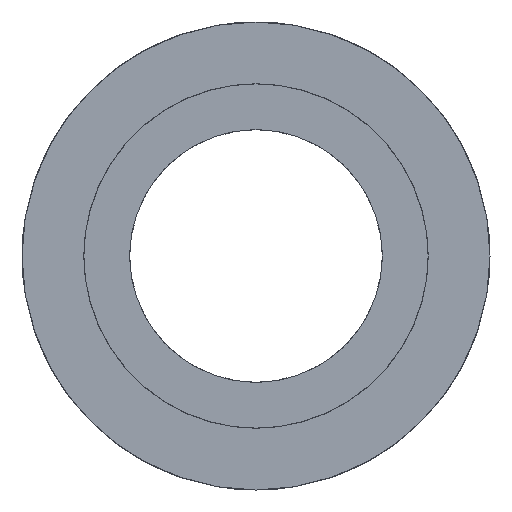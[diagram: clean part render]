
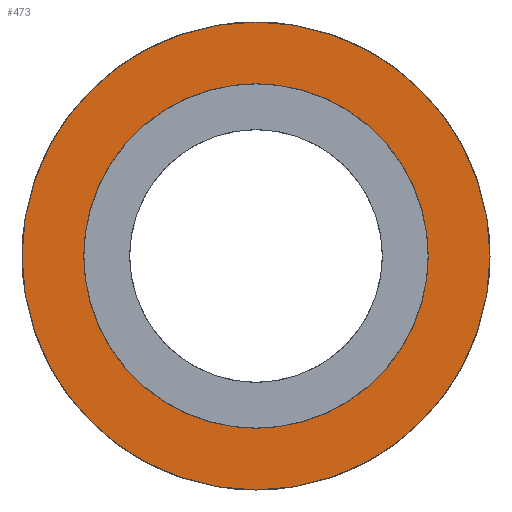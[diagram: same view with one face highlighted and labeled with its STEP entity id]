
A CAD part, front view. The second image highlights one B-rep face of the part: STEP entity #473.
In plain terms, the highlighted free-form (B-spline) face has degree [1, 1] with [2, 2] control points.
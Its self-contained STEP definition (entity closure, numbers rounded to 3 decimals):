
#400=(
BOUNDED_SURFACE()
B_SPLINE_SURFACE(1,1,((#401,#402),(#403,#404)),.UNSPECIFIED.,.F.,.F.,.F.)
B_SPLINE_SURFACE_WITH_KNOTS((2,2),(2,2),(0.000,1.000),(0.000,1.000),.UNSPECIFIED.)
GEOMETRIC_REPRESENTATION_ITEM()
RATIONAL_B_SPLINE_SURFACE(((1.,1.),(1.,1.)))
REPRESENTATION_ITEM('')
SURFACE()
);
#401=CARTESIAN_POINT('',(-2.908,0.,2.908));
#402=CARTESIAN_POINT('',(2.908,0.,2.908));
#403=CARTESIAN_POINT('',(-2.908,0.,-2.908));
#404=CARTESIAN_POINT('',(2.908,0.,-2.908));
#405=CARTESIAN_POINT('',(0.,0.,2.78));
#406=VERTEX_POINT('',#405);
#407=(
BOUNDED_CURVE()
B_SPLINE_CURVE(2,(#408,#409,#410),.UNSPECIFIED.,.F.,.F.)
B_SPLINE_CURVE_WITH_KNOTS((3,3),(0.000,1.000),.UNSPECIFIED.)
CURVE()
GEOMETRIC_REPRESENTATION_ITEM()
RATIONAL_B_SPLINE_CURVE((1.,0.707,1.))
REPRESENTATION_ITEM('')
);
#408=CARTESIAN_POINT('',(0.,0.,2.78));
#409=CARTESIAN_POINT('',(2.78,0.,2.78));
#410=CARTESIAN_POINT('',(2.78,0.,0.));
#411=CARTESIAN_POINT('',(2.78,0.,0.));
#412=VERTEX_POINT('',#411);
#413=EDGE_CURVE('',#406,#412,#407,.T.);
#414=ORIENTED_EDGE('',*,*,#413,.T.);
#415=(
BOUNDED_CURVE()
B_SPLINE_CURVE(2,(#416,#417,#418),.UNSPECIFIED.,.F.,.F.)
B_SPLINE_CURVE_WITH_KNOTS((3,3),(0.000,1.000),.UNSPECIFIED.)
CURVE()
GEOMETRIC_REPRESENTATION_ITEM()
RATIONAL_B_SPLINE_CURVE((1.,0.707,1.))
REPRESENTATION_ITEM('')
);
#416=CARTESIAN_POINT('',(2.78,0.,0.));
#417=CARTESIAN_POINT('',(2.78,0.,-2.78));
#418=CARTESIAN_POINT('',(0.,0.,-2.78));
#419=CARTESIAN_POINT('',(0.,0.,-2.78));
#420=VERTEX_POINT('',#419);
#421=EDGE_CURVE('',#412,#420,#415,.T.);
#422=ORIENTED_EDGE('',*,*,#421,.T.);
#423=(
BOUNDED_CURVE()
B_SPLINE_CURVE(2,(#424,#425,#426),.UNSPECIFIED.,.F.,.F.)
B_SPLINE_CURVE_WITH_KNOTS((3,3),(0.000,1.000),.UNSPECIFIED.)
CURVE()
GEOMETRIC_REPRESENTATION_ITEM()
RATIONAL_B_SPLINE_CURVE((1.,0.707,1.))
REPRESENTATION_ITEM('')
);
#424=CARTESIAN_POINT('',(0.,0.,-2.78));
#425=CARTESIAN_POINT('',(-2.78,0.,-2.78));
#426=CARTESIAN_POINT('',(-2.78,0.,0.));
#427=CARTESIAN_POINT('',(-2.78,0.,0.));
#428=VERTEX_POINT('',#427);
#429=EDGE_CURVE('',#420,#428,#423,.T.);
#430=ORIENTED_EDGE('',*,*,#429,.T.);
#431=(
BOUNDED_CURVE()
B_SPLINE_CURVE(2,(#432,#433,#434),.UNSPECIFIED.,.F.,.F.)
B_SPLINE_CURVE_WITH_KNOTS((3,3),(0.000,1.000),.UNSPECIFIED.)
CURVE()
GEOMETRIC_REPRESENTATION_ITEM()
RATIONAL_B_SPLINE_CURVE((1.,0.707,1.))
REPRESENTATION_ITEM('')
);
#432=CARTESIAN_POINT('',(-2.78,0.,0.));
#433=CARTESIAN_POINT('',(-2.78,0.,2.78));
#434=CARTESIAN_POINT('',(0.,0.,2.78));
#435=EDGE_CURVE('',#428,#406,#431,.T.);
#436=ORIENTED_EDGE('',*,*,#435,.T.);
#437=EDGE_LOOP('',(#414,#422,#430,#436));
#438=FACE_OUTER_BOUND('',#437,.T.);
#439=CARTESIAN_POINT('',(0.,0.,-2.045));
#440=VERTEX_POINT('',#439);
#441=(
BOUNDED_CURVE()
B_SPLINE_CURVE(2,(#442,#443,#444),.UNSPECIFIED.,.F.,.F.)
B_SPLINE_CURVE_WITH_KNOTS((3,3),(0.000,1.000),.UNSPECIFIED.)
CURVE()
GEOMETRIC_REPRESENTATION_ITEM()
RATIONAL_B_SPLINE_CURVE((1.,0.707,1.))
REPRESENTATION_ITEM('')
);
#442=CARTESIAN_POINT('',(0.,0.,-2.045));
#443=CARTESIAN_POINT('',(2.045,0.,-2.045));
#444=CARTESIAN_POINT('',(2.045,0.,0.));
#445=CARTESIAN_POINT('',(2.045,0.,0.));
#446=VERTEX_POINT('',#445);
#447=EDGE_CURVE('',#440,#446,#441,.T.);
#448=ORIENTED_EDGE('',*,*,#447,.T.);
#449=(
BOUNDED_CURVE()
B_SPLINE_CURVE(2,(#450,#451,#452),.UNSPECIFIED.,.F.,.F.)
B_SPLINE_CURVE_WITH_KNOTS((3,3),(0.000,1.000),.UNSPECIFIED.)
CURVE()
GEOMETRIC_REPRESENTATION_ITEM()
RATIONAL_B_SPLINE_CURVE((1.,0.707,1.))
REPRESENTATION_ITEM('')
);
#450=CARTESIAN_POINT('',(2.045,0.,0.));
#451=CARTESIAN_POINT('',(2.045,0.,2.045));
#452=CARTESIAN_POINT('',(0.,0.,2.045));
#453=CARTESIAN_POINT('',(0.,0.,2.045));
#454=VERTEX_POINT('',#453);
#455=EDGE_CURVE('',#446,#454,#449,.T.);
#456=ORIENTED_EDGE('',*,*,#455,.T.);
#457=(
BOUNDED_CURVE()
B_SPLINE_CURVE(2,(#458,#459,#460),.UNSPECIFIED.,.F.,.F.)
B_SPLINE_CURVE_WITH_KNOTS((3,3),(0.000,1.000),.UNSPECIFIED.)
CURVE()
GEOMETRIC_REPRESENTATION_ITEM()
RATIONAL_B_SPLINE_CURVE((1.,0.707,1.))
REPRESENTATION_ITEM('')
);
#458=CARTESIAN_POINT('',(0.,0.,2.045));
#459=CARTESIAN_POINT('',(-2.045,0.,2.045));
#460=CARTESIAN_POINT('',(-2.045,0.,0.));
#461=CARTESIAN_POINT('',(-2.045,0.,0.));
#462=VERTEX_POINT('',#461);
#463=EDGE_CURVE('',#454,#462,#457,.T.);
#464=ORIENTED_EDGE('',*,*,#463,.T.);
#465=(
BOUNDED_CURVE()
B_SPLINE_CURVE(2,(#466,#467,#468),.UNSPECIFIED.,.F.,.F.)
B_SPLINE_CURVE_WITH_KNOTS((3,3),(0.000,1.000),.UNSPECIFIED.)
CURVE()
GEOMETRIC_REPRESENTATION_ITEM()
RATIONAL_B_SPLINE_CURVE((1.,0.707,1.))
REPRESENTATION_ITEM('')
);
#466=CARTESIAN_POINT('',(-2.045,0.,0.));
#467=CARTESIAN_POINT('',(-2.045,0.,-2.045));
#468=CARTESIAN_POINT('',(0.,0.,-2.045));
#469=EDGE_CURVE('',#462,#440,#465,.T.);
#470=ORIENTED_EDGE('',*,*,#469,.T.);
#471=EDGE_LOOP('',(#448,#456,#464,#470));
#472=FACE_BOUND('',#471,.T.);
#473=ADVANCED_FACE('',(#438,#472),#400,.T.);
